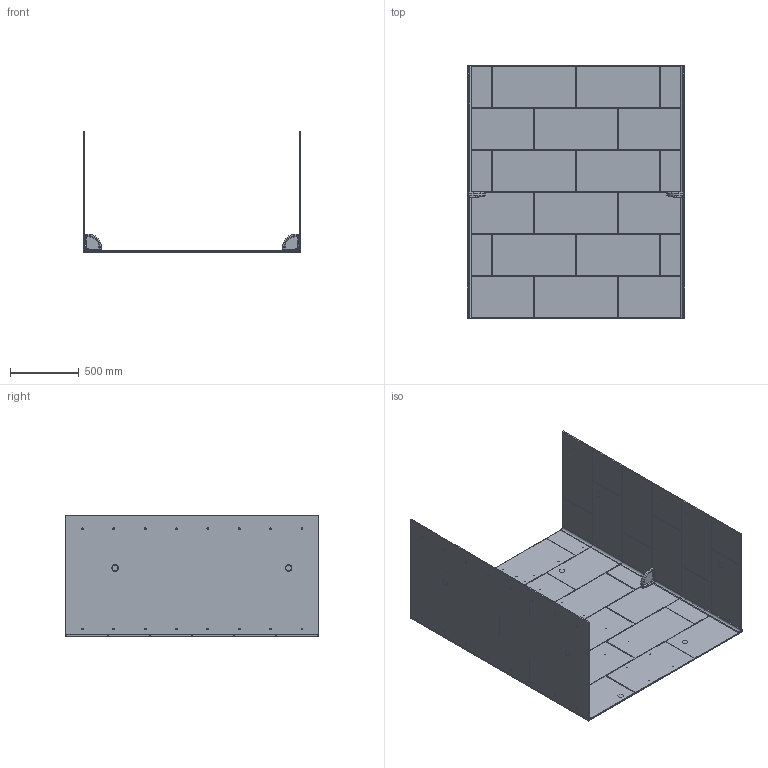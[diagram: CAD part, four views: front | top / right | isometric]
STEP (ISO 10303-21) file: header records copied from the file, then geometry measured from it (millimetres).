
FILE_DESCRIPTION (( 'STEP AP203' ), '1' );
FILE_NAME ('TSMK723462.STEP', '2021-07-09T11:58:48', ( '' ), ( '' ), 'SwSTEP 2.0', 'SolidWorks 2020', '' );
FILE_SCHEMA (( 'CONFIG_CONTROL_DESIGN' ));
Length unit declared in the file: inch
Products named in the file (6): SWACCM2072; TSMK723462; TSMK6272_Wall 62"; SWSACCES2; MirrorTSMK3472; TSMK3472
Assembly tree (7 placements, depth 2):
  TSMK723462
    TSMK6272_Wall 62"
    TSMK3472
    SWSACCES2  x2
    SWACCM2072  x2
    MirrorTSMK3472
Bounding box: 1574.8 x 1828.8 x 873.12 mm (x, y, z)
Volume: 58517073.1 mm3; surface area: 12637748.9 mm2
Topology: 7 solids, 7 shells, 1335 faces, 3346 edges, 2096 vertices
Faces by surface type: plane 505, cylinder 440, bspline 224, torus 146, cone 16, sphere 4
Entity records: 59033 total; most frequent: CARTESIAN_POINT 29920, ORIENTED_EDGE 6484, DIRECTION 4945, EDGE_CURVE 3242, VERTEX_POINT 2038, AXIS2_PLACEMENT_3D 1770, LINE 1405, VECTOR 1405
